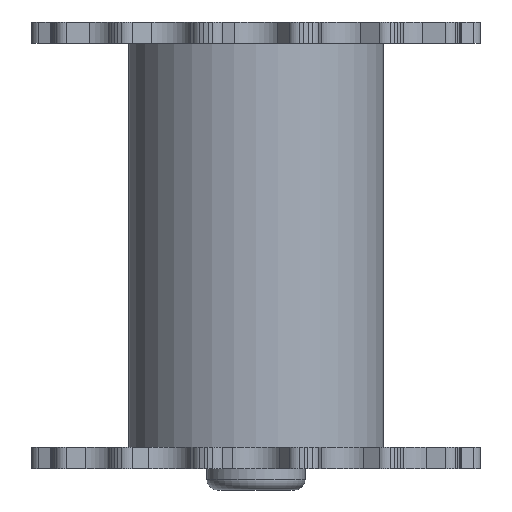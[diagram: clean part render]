
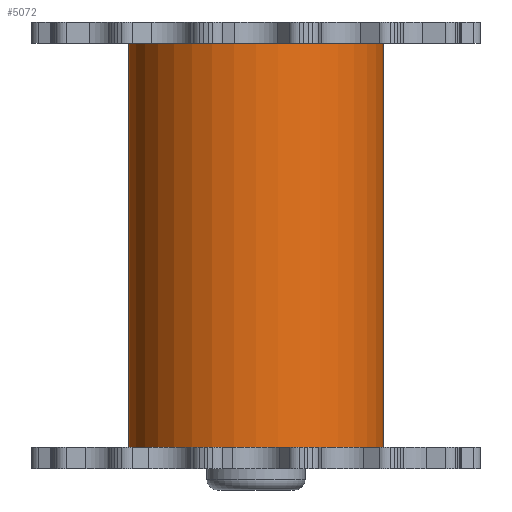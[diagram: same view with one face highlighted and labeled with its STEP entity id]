
A CAD part, front view. The second image highlights one B-rep face of the part: STEP entity #5072.
In plain terms, the highlighted cylindrical face has radius 12 mm (diameter 24 mm), a partial arc.
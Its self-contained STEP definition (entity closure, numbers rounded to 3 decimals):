
#405 = DIRECTION ( 'NONE',  ( 0., 0., 1. ) ) ;
#499 = CYLINDRICAL_SURFACE ( 'NONE', #13950, 12. ) ;
#1513 = CIRCLE ( 'NONE', #14171, 12. ) ;
#2178 = VERTEX_POINT ( 'NONE', #4904 ) ;
#2317 = DIRECTION ( 'NONE',  ( 1., 0., 0. ) ) ;
#2840 = CARTESIAN_POINT ( 'NONE',  ( 12., 0., 0. ) ) ;
#3268 = DIRECTION ( 'NONE',  ( 0., 0., -1. ) ) ;
#3666 = EDGE_CURVE ( 'NONE', #2178, #14167, #1513, .T. ) ;
#3700 = ORIENTED_EDGE ( 'NONE', *, *, #3666, .F. ) ;
#4904 = CARTESIAN_POINT ( 'NONE',  ( 12., 0., -38. ) ) ;
#5072 = ADVANCED_FACE ( 'NONE', ( #17925 ), #499, .T. ) ;
#5820 = DIRECTION ( 'NONE',  ( 0., 0., 1. ) ) ;
#6237 = EDGE_CURVE ( 'NONE', #14167, #15098, #14110, .T. ) ;
#6820 = VECTOR ( 'NONE', #405, 1000. ) ;
#6881 = DIRECTION ( 'NONE',  ( -1., 0., 0. ) ) ;
#7311 = ORIENTED_EDGE ( 'NONE', *, *, #20977, .T. ) ;
#8137 = AXIS2_PLACEMENT_3D ( 'NONE', #15609, #3268, #6881 ) ;
#8967 = VECTOR ( 'NONE', #20975, 1000. ) ;
#12061 = CARTESIAN_POINT ( 'NONE',  ( 0., 0., -38. ) ) ;
#13082 = ORIENTED_EDGE ( 'NONE', *, *, #15244, .T. ) ;
#13950 = AXIS2_PLACEMENT_3D ( 'NONE', #14317, #5820, #2317 ) ;
#14110 = LINE ( 'NONE', #17822, #6820 ) ;
#14167 = VERTEX_POINT ( 'NONE', #20684 ) ;
#14171 = AXIS2_PLACEMENT_3D ( 'NONE', #12061, #18736, #20766 ) ;
#14317 = CARTESIAN_POINT ( 'NONE',  ( 0., 0., -38. ) ) ;
#14783 = VERTEX_POINT ( 'NONE', #2840 ) ;
#15098 = VERTEX_POINT ( 'NONE', #20652 ) ;
#15244 = EDGE_CURVE ( 'NONE', #2178, #14783, #17456, .T. ) ;
#15609 = CARTESIAN_POINT ( 'NONE',  ( 0., 0., 0. ) ) ;
#15988 = CARTESIAN_POINT ( 'NONE',  ( 12., 0., -38. ) ) ;
#16802 = CIRCLE ( 'NONE', #8137, 12. ) ;
#17456 = LINE ( 'NONE', #15988, #8967 ) ;
#17822 = CARTESIAN_POINT ( 'NONE',  ( -12., 0., -38. ) ) ;
#17925 = FACE_OUTER_BOUND ( 'NONE', #21043, .T. ) ;
#18392 = ORIENTED_EDGE ( 'NONE', *, *, #6237, .F. ) ;
#18736 = DIRECTION ( 'NONE',  ( 0., 0., -1. ) ) ;
#20652 = CARTESIAN_POINT ( 'NONE',  ( -12., 0., 0. ) ) ;
#20684 = CARTESIAN_POINT ( 'NONE',  ( -12., 0., -38. ) ) ;
#20766 = DIRECTION ( 'NONE',  ( -1., 0., 0. ) ) ;
#20975 = DIRECTION ( 'NONE',  ( 0., 0., 1. ) ) ;
#20977 = EDGE_CURVE ( 'NONE', #14783, #15098, #16802, .T. ) ;
#21043 = EDGE_LOOP ( 'NONE', ( #18392, #3700, #13082, #7311 ) ) ;
